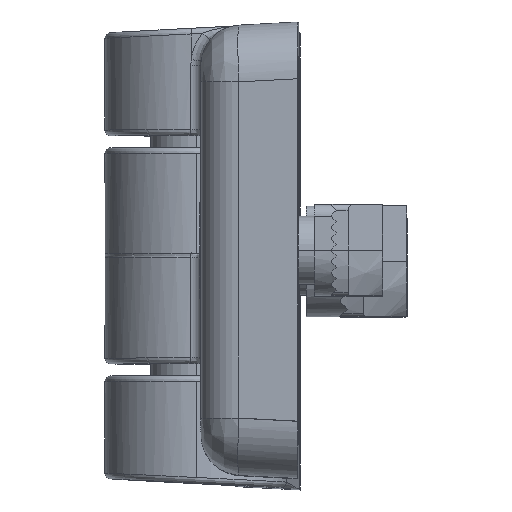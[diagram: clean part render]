
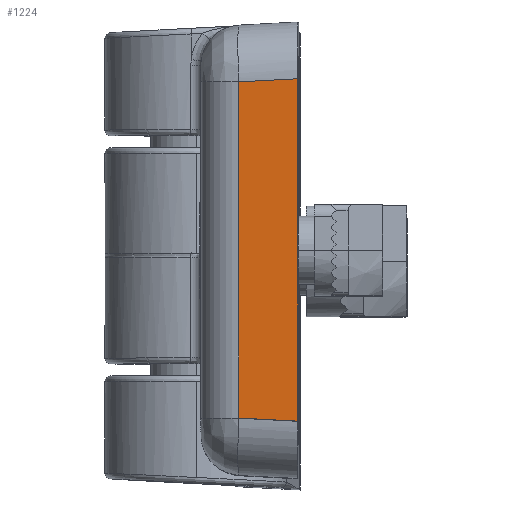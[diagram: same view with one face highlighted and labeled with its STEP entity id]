
A CAD part, left-side view. The second image highlights one B-rep face of the part: STEP entity #1224.
In plain terms, the highlighted planar face has unit normal (-0.999, 0.055, 0.003).
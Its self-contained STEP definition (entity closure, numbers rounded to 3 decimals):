
#370 = ORIENTED_EDGE ( 'NONE', *, *, #18825, .T. ) ;
#1119 = DIRECTION ( 'NONE',  ( -0.055, -0.997, 0.052 ) ) ;
#1224 = ADVANCED_FACE ( 'NONE', ( #15618 ), #12786, .T. ) ;
#1264 = VERTEX_POINT ( 'NONE', #12710 ) ;
#1438 = DIRECTION ( 'NONE',  ( -0.055, -0.997, -0.052 ) ) ;
#1761 = EDGE_CURVE ( 'NONE', #14377, #7942, #2739, .T. ) ;
#2153 = LINE ( 'NONE', #7910, #12888 ) ;
#2536 = DIRECTION ( 'NONE',  ( -0.998, 0.055, 0.003 ) ) ;
#2652 = CARTESIAN_POINT ( 'NONE',  ( -29.723, -6.977, 14.91 ) ) ;
#2739 = LINE ( 'NONE', #15214, #14521 ) ;
#3104 = ORIENTED_EDGE ( 'NONE', *, *, #1761, .T. ) ;
#4238 = CARTESIAN_POINT ( 'NONE',  ( -29.931, -8.801, -20.001 ) ) ;
#6531 = ORIENTED_EDGE ( 'NONE', *, *, #16133, .T. ) ;
#7910 = CARTESIAN_POINT ( 'NONE',  ( -29.916, -8.801, -15.008 ) ) ;
#7942 = VERTEX_POINT ( 'NONE', #20507 ) ;
#8762 = LINE ( 'NONE', #2652, #8994 ) ;
#8994 = VECTOR ( 'NONE', #1119, 1000. ) ;
#9246 = DIRECTION ( 'NONE',  ( -0.055, -0.998, 0. ) ) ;
#9585 = EDGE_CURVE ( 'NONE', #14377, #17771, #8762, .T. ) ;
#9834 = CARTESIAN_POINT ( 'NONE',  ( -29.627, -3.619, -14.737 ) ) ;
#10620 = CARTESIAN_POINT ( 'NONE',  ( -29.824, -8.801, 15.006 ) ) ;
#11544 = DIRECTION ( 'NONE',  ( 0.003, 0., 1. ) ) ;
#12032 = DIRECTION ( 'NONE',  ( -0.003, 0., -1. ) ) ;
#12113 = AXIS2_PLACEMENT_3D ( 'NONE', #4238, #2536, #9246 ) ;
#12710 = CARTESIAN_POINT ( 'NONE',  ( -29.916, -8.801, -15.008 ) ) ;
#12786 = PLANE ( 'NONE',  #12113 ) ;
#12888 = VECTOR ( 'NONE', #11544, 1000. ) ;
#13214 = LINE ( 'NONE', #9834, #16454 ) ;
#14377 = VERTEX_POINT ( 'NONE', #18241 ) ;
#14395 = EDGE_LOOP ( 'NONE', ( #6531, #370, #18843, #3104 ) ) ;
#14521 = VECTOR ( 'NONE', #12032, 1000. ) ;
#15214 = CARTESIAN_POINT ( 'NONE',  ( -29.537, -3.619, 14.733 ) ) ;
#15618 = FACE_OUTER_BOUND ( 'NONE', #14395, .T. ) ;
#16133 = EDGE_CURVE ( 'NONE', #7942, #1264, #13214, .T. ) ;
#16454 = VECTOR ( 'NONE', #1438, 1000. ) ;
#17771 = VERTEX_POINT ( 'NONE', #10620 ) ;
#18241 = CARTESIAN_POINT ( 'NONE',  ( -29.537, -3.619, 14.733 ) ) ;
#18825 = EDGE_CURVE ( 'NONE', #1264, #17771, #2153, .T. ) ;
#18843 = ORIENTED_EDGE ( 'NONE', *, *, #9585, .F. ) ;
#20507 = CARTESIAN_POINT ( 'NONE',  ( -29.627, -3.619, -14.737 ) ) ;
